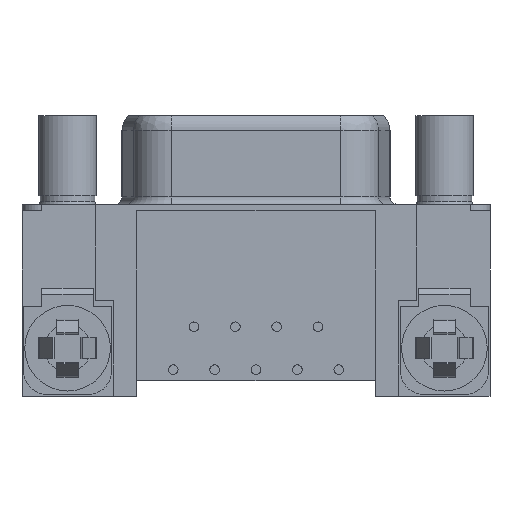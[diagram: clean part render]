
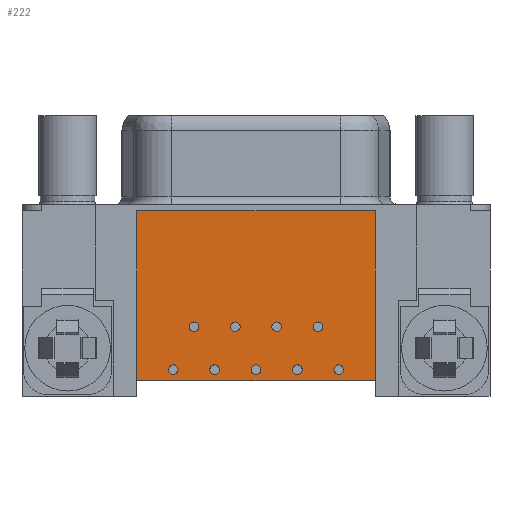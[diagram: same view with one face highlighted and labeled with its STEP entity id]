
A CAD part, front view. The second image highlights one B-rep face of the part: STEP entity #222.
In plain terms, the highlighted planar face has unit normal (0, -1, 0).
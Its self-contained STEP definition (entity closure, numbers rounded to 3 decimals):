
#222=ADVANCED_FACE('',(#932,#933,#934,#935,#936,#937,#938,#939,#940,#941),#942,.T.);
#932=FACE_OUTER_BOUND('',#2056,.T.);
#933=FACE_BOUND('',#2057,.T.);
#934=FACE_BOUND('',#2058,.T.);
#935=FACE_BOUND('',#2059,.T.);
#936=FACE_BOUND('',#2060,.T.);
#937=FACE_BOUND('',#2061,.T.);
#938=FACE_BOUND('',#2062,.T.);
#939=FACE_BOUND('',#2063,.T.);
#940=FACE_BOUND('',#2064,.T.);
#941=FACE_BOUND('',#2065,.T.);
#942=PLANE('',#2066);
#2056=EDGE_LOOP('',(#4368,#4369,#4370,#4371));
#2057=EDGE_LOOP('',(#4372,#4373));
#2058=EDGE_LOOP('',(#4374,#4375));
#2059=EDGE_LOOP('',(#4376,#4377));
#2060=EDGE_LOOP('',(#4378,#4379));
#2061=EDGE_LOOP('',(#4380,#4381));
#2062=EDGE_LOOP('',(#4382,#4383));
#2063=EDGE_LOOP('',(#4384,#4385));
#2064=EDGE_LOOP('',(#4386,#4387));
#2065=EDGE_LOOP('',(#4388,#4389));
#2066=AXIS2_PLACEMENT_3D('',#4390,#4391,#4392);
#4368=ORIENTED_EDGE('',*,*,#7923,.T.);
#4369=ORIENTED_EDGE('',*,*,#7924,.T.);
#4370=ORIENTED_EDGE('',*,*,#7782,.T.);
#4371=ORIENTED_EDGE('',*,*,#7780,.T.);
#4372=ORIENTED_EDGE('',*,*,#7360,.F.);
#4373=ORIENTED_EDGE('',*,*,#7925,.F.);
#4374=ORIENTED_EDGE('',*,*,#7356,.F.);
#4375=ORIENTED_EDGE('',*,*,#7926,.F.);
#4376=ORIENTED_EDGE('',*,*,#7352,.F.);
#4377=ORIENTED_EDGE('',*,*,#7927,.F.);
#4378=ORIENTED_EDGE('',*,*,#7348,.F.);
#4379=ORIENTED_EDGE('',*,*,#7928,.F.);
#4380=ORIENTED_EDGE('',*,*,#7344,.F.);
#4381=ORIENTED_EDGE('',*,*,#7929,.F.);
#4382=ORIENTED_EDGE('',*,*,#7340,.F.);
#4383=ORIENTED_EDGE('',*,*,#7930,.F.);
#4384=ORIENTED_EDGE('',*,*,#7336,.F.);
#4385=ORIENTED_EDGE('',*,*,#7931,.F.);
#4386=ORIENTED_EDGE('',*,*,#7332,.F.);
#4387=ORIENTED_EDGE('',*,*,#7932,.F.);
#4388=ORIENTED_EDGE('',*,*,#7328,.F.);
#4389=ORIENTED_EDGE('',*,*,#7933,.F.);
#4390=CARTESIAN_POINT('',(-15.519,-5.207,0.0));
#4391=DIRECTION('',(0.0,-1.0,0.0));
#4392=DIRECTION('',(0.0,0.0,-1.0));
#7328=EDGE_CURVE('',#8816,#8819,#8820,.T.);
#7332=EDGE_CURVE('',#8824,#8827,#8828,.T.);
#7336=EDGE_CURVE('',#8832,#8835,#8836,.T.);
#7340=EDGE_CURVE('',#8840,#8843,#8844,.T.);
#7344=EDGE_CURVE('',#8848,#8851,#8852,.T.);
#7348=EDGE_CURVE('',#8856,#8859,#8860,.T.);
#7352=EDGE_CURVE('',#8864,#8867,#8868,.T.);
#7356=EDGE_CURVE('',#8872,#8875,#8876,.T.);
#7360=EDGE_CURVE('',#8880,#8883,#8884,.T.);
#7780=EDGE_CURVE('',#9673,#9671,#9674,.T.);
#7782=EDGE_CURVE('',#9676,#9673,#9677,.T.);
#7923=EDGE_CURVE('',#9671,#9888,#9890,.T.);
#7924=EDGE_CURVE('',#9888,#9676,#9891,.T.);
#7925=EDGE_CURVE('',#8883,#8880,#9892,.T.);
#7926=EDGE_CURVE('',#8875,#8872,#9893,.T.);
#7927=EDGE_CURVE('',#8867,#8864,#9894,.T.);
#7928=EDGE_CURVE('',#8859,#8856,#9895,.T.);
#7929=EDGE_CURVE('',#8851,#8848,#9896,.T.);
#7930=EDGE_CURVE('',#8843,#8840,#9897,.T.);
#7931=EDGE_CURVE('',#8835,#8832,#9898,.T.);
#7932=EDGE_CURVE('',#8827,#8824,#9899,.T.);
#7933=EDGE_CURVE('',#8819,#8816,#9900,.T.);
#8816=VERTEX_POINT('',#11145);
#8819=VERTEX_POINT('',#11149);
#8820=CIRCLE('',#11150,0.318);
#8824=VERTEX_POINT('',#11155);
#8827=VERTEX_POINT('',#11159);
#8828=CIRCLE('',#11160,0.318);
#8832=VERTEX_POINT('',#11165);
#8835=VERTEX_POINT('',#11169);
#8836=CIRCLE('',#11170,0.318);
#8840=VERTEX_POINT('',#11175);
#8843=VERTEX_POINT('',#11179);
#8844=CIRCLE('',#11180,0.318);
#8848=VERTEX_POINT('',#11185);
#8851=VERTEX_POINT('',#11189);
#8852=CIRCLE('',#11190,0.318);
#8856=VERTEX_POINT('',#11195);
#8859=VERTEX_POINT('',#11199);
#8860=CIRCLE('',#11200,0.318);
#8864=VERTEX_POINT('',#11205);
#8867=VERTEX_POINT('',#11209);
#8868=CIRCLE('',#11210,0.318);
#8872=VERTEX_POINT('',#11215);
#8875=VERTEX_POINT('',#11219);
#8876=CIRCLE('',#11220,0.318);
#8880=VERTEX_POINT('',#11225);
#8883=VERTEX_POINT('',#11229);
#8884=CIRCLE('',#11230,0.318);
#9671=VERTEX_POINT('',#12304);
#9673=VERTEX_POINT('',#12307);
#9674=LINE('',#12308,#12309);
#9676=VERTEX_POINT('',#12312);
#9677=LINE('',#12313,#12314);
#9888=VERTEX_POINT('',#12679);
#9890=LINE('',#12682,#12683);
#9891=LINE('',#12684,#12685);
#9892=CIRCLE('',#12686,0.318);
#9893=CIRCLE('',#12687,0.318);
#9894=CIRCLE('',#12688,0.318);
#9895=CIRCLE('',#12689,0.318);
#9896=CIRCLE('',#12690,0.318);
#9897=CIRCLE('',#12691,0.318);
#9898=CIRCLE('',#12692,0.318);
#9899=CIRCLE('',#12693,0.318);
#9900=CIRCLE('',#12694,0.318);
#11145=CARTESIAN_POINT('',(4.432,-5.207,-13.995));
#11149=CARTESIAN_POINT('',(3.797,-5.207,-13.995));
#11150=AXIS2_PLACEMENT_3D('',#14570,#14571,#14572);
#11155=CARTESIAN_POINT('',(1.689,-5.207,-13.995));
#11159=CARTESIAN_POINT('',(1.054,-5.207,-13.995));
#11160=AXIS2_PLACEMENT_3D('',#14578,#14579,#14580);
#11165=CARTESIAN_POINT('',(-1.054,-5.207,-13.995));
#11169=CARTESIAN_POINT('',(-1.689,-5.207,-13.995));
#11170=AXIS2_PLACEMENT_3D('',#14586,#14587,#14588);
#11175=CARTESIAN_POINT('',(-3.797,-5.207,-13.995));
#11179=CARTESIAN_POINT('',(-4.432,-5.207,-13.995));
#11180=AXIS2_PLACEMENT_3D('',#14594,#14595,#14596);
#11185=CARTESIAN_POINT('',(5.804,-5.207,-16.84));
#11189=CARTESIAN_POINT('',(5.169,-5.207,-16.84));
#11190=AXIS2_PLACEMENT_3D('',#14602,#14603,#14604);
#11195=CARTESIAN_POINT('',(3.061,-5.207,-16.84));
#11199=CARTESIAN_POINT('',(2.426,-5.207,-16.84));
#11200=AXIS2_PLACEMENT_3D('',#14610,#14611,#14612);
#11205=CARTESIAN_POINT('',(0.318,-5.207,-16.84));
#11209=CARTESIAN_POINT('',(-0.318,-5.207,-16.84));
#11210=AXIS2_PLACEMENT_3D('',#14618,#14619,#14620);
#11215=CARTESIAN_POINT('',(-2.426,-5.207,-16.84));
#11219=CARTESIAN_POINT('',(-3.061,-5.207,-16.84));
#11220=AXIS2_PLACEMENT_3D('',#14626,#14627,#14628);
#11225=CARTESIAN_POINT('',(-5.169,-5.207,-16.84));
#11229=CARTESIAN_POINT('',(-5.804,-5.207,-16.84));
#11230=AXIS2_PLACEMENT_3D('',#14634,#14635,#14636);
#12304=CARTESIAN_POINT('',(7.899,-5.207,-17.587));
#12307=CARTESIAN_POINT('',(-7.899,-5.207,-17.587));
#12308=CARTESIAN_POINT('',(-7.899,-5.207,-17.587));
#12309=VECTOR('',#15423,15.799);
#12312=CARTESIAN_POINT('',(-7.899,-5.207,-6.309));
#12313=CARTESIAN_POINT('',(-7.899,-5.207,-6.309));
#12314=VECTOR('',#15425,11.278);
#12679=CARTESIAN_POINT('',(7.899,-5.207,-6.309));
#12682=CARTESIAN_POINT('',(7.899,-5.207,-17.587));
#12683=VECTOR('',#15628,11.278);
#12684=CARTESIAN_POINT('',(7.899,-5.207,-6.309));
#12685=VECTOR('',#15629,15.799);
#12686=AXIS2_PLACEMENT_3D('',#15630,#15631,#15632);
#12687=AXIS2_PLACEMENT_3D('',#15633,#15634,#15635);
#12688=AXIS2_PLACEMENT_3D('',#15636,#15637,#15638);
#12689=AXIS2_PLACEMENT_3D('',#15639,#15640,#15641);
#12690=AXIS2_PLACEMENT_3D('',#15642,#15643,#15644);
#12691=AXIS2_PLACEMENT_3D('',#15645,#15646,#15647);
#12692=AXIS2_PLACEMENT_3D('',#15648,#15649,#15650);
#12693=AXIS2_PLACEMENT_3D('',#15651,#15652,#15653);
#12694=AXIS2_PLACEMENT_3D('',#15654,#15655,#15656);
#14570=CARTESIAN_POINT('',(4.115,-5.207,-13.995));
#14571=DIRECTION('',(0.0,-1.0,0.0));
#14572=DIRECTION('',(1.0,0.0,0.0));
#14578=CARTESIAN_POINT('',(1.372,-5.207,-13.995));
#14579=DIRECTION('',(0.0,-1.0,0.0));
#14580=DIRECTION('',(1.0,0.0,0.0));
#14586=CARTESIAN_POINT('',(-1.372,-5.207,-13.995));
#14587=DIRECTION('',(0.0,-1.0,0.0));
#14588=DIRECTION('',(1.0,0.0,0.0));
#14594=CARTESIAN_POINT('',(-4.115,-5.207,-13.995));
#14595=DIRECTION('',(0.0,-1.0,0.0));
#14596=DIRECTION('',(1.0,0.0,0.0));
#14602=CARTESIAN_POINT('',(5.486,-5.207,-16.84));
#14603=DIRECTION('',(0.0,-1.0,0.0));
#14604=DIRECTION('',(1.0,0.0,0.0));
#14610=CARTESIAN_POINT('',(2.743,-5.207,-16.84));
#14611=DIRECTION('',(0.0,-1.0,0.0));
#14612=DIRECTION('',(1.0,0.0,0.0));
#14618=CARTESIAN_POINT('',(0.0,-5.207,-16.84));
#14619=DIRECTION('',(0.0,-1.0,0.0));
#14620=DIRECTION('',(1.0,0.0,0.0));
#14626=CARTESIAN_POINT('',(-2.743,-5.207,-16.84));
#14627=DIRECTION('',(0.0,-1.0,0.0));
#14628=DIRECTION('',(1.0,0.0,0.0));
#14634=CARTESIAN_POINT('',(-5.486,-5.207,-16.84));
#14635=DIRECTION('',(0.0,-1.0,0.0));
#14636=DIRECTION('',(1.0,0.0,0.0));
#15423=DIRECTION('',(1.0,0.0,0.0));
#15425=DIRECTION('',(0.0,0.0,-1.0));
#15628=DIRECTION('',(0.0,0.0,1.0));
#15629=DIRECTION('',(-1.0,0.0,0.0));
#15630=CARTESIAN_POINT('',(-5.486,-5.207,-16.84));
#15631=DIRECTION('',(0.0,-1.0,0.0));
#15632=DIRECTION('',(1.0,0.0,0.0));
#15633=CARTESIAN_POINT('',(-2.743,-5.207,-16.84));
#15634=DIRECTION('',(0.0,-1.0,0.0));
#15635=DIRECTION('',(1.0,0.0,0.0));
#15636=CARTESIAN_POINT('',(0.0,-5.207,-16.84));
#15637=DIRECTION('',(0.0,-1.0,0.0));
#15638=DIRECTION('',(1.0,0.0,0.0));
#15639=CARTESIAN_POINT('',(2.743,-5.207,-16.84));
#15640=DIRECTION('',(0.0,-1.0,0.0));
#15641=DIRECTION('',(1.0,0.0,0.0));
#15642=CARTESIAN_POINT('',(5.486,-5.207,-16.84));
#15643=DIRECTION('',(0.0,-1.0,0.0));
#15644=DIRECTION('',(1.0,0.0,0.0));
#15645=CARTESIAN_POINT('',(-4.115,-5.207,-13.995));
#15646=DIRECTION('',(0.0,-1.0,0.0));
#15647=DIRECTION('',(1.0,0.0,0.0));
#15648=CARTESIAN_POINT('',(-1.372,-5.207,-13.995));
#15649=DIRECTION('',(0.0,-1.0,0.0));
#15650=DIRECTION('',(1.0,0.0,0.0));
#15651=CARTESIAN_POINT('',(1.372,-5.207,-13.995));
#15652=DIRECTION('',(0.0,-1.0,0.0));
#15653=DIRECTION('',(1.0,0.0,0.0));
#15654=CARTESIAN_POINT('',(4.115,-5.207,-13.995));
#15655=DIRECTION('',(0.0,-1.0,0.0));
#15656=DIRECTION('',(1.0,0.0,0.0));
